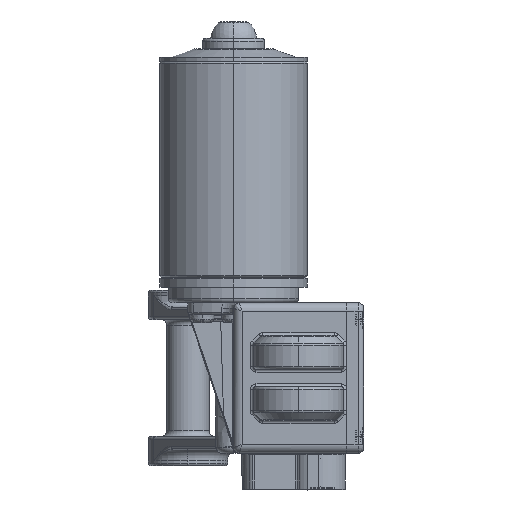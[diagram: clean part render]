
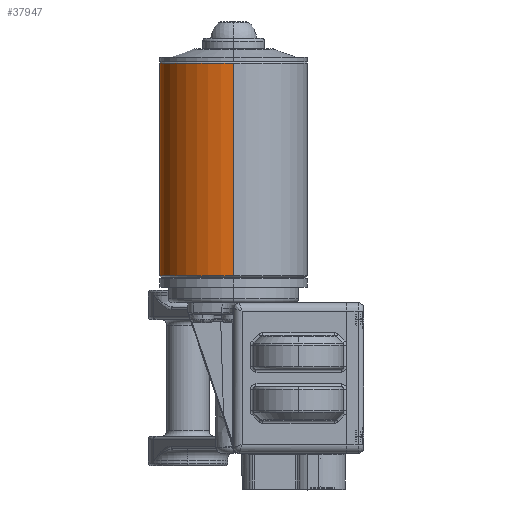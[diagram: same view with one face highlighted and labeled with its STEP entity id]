
A CAD part, left-side view. The second image highlights one B-rep face of the part: STEP entity #37947.
In plain terms, the highlighted cylindrical face has radius 26 mm (diameter 52 mm), a partial arc.
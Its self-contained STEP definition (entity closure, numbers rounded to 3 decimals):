
#78 = VERTEX_POINT ( 'NONE', #55207 ) ;
#271 = ORIENTED_EDGE ( 'NONE', *, *, #68080, .T. ) ;
#2300 = CARTESIAN_POINT ( 'NONE',  ( 0., 22.9, 111. ) ) ;
#4726 = DIRECTION ( 'NONE',  ( 1., 0., 0. ) ) ;
#6764 = VERTEX_POINT ( 'NONE', #11479 ) ;
#9100 = CYLINDRICAL_SURFACE ( 'NONE', #22456, 26. ) ;
#11479 = CARTESIAN_POINT ( 'NONE',  ( 26., 22.9, 111. ) ) ;
#12179 = AXIS2_PLACEMENT_3D ( 'NONE', #34057, #74777, #4726 ) ;
#12224 = LINE ( 'NONE', #56140, #56808 ) ;
#18529 = DIRECTION ( 'NONE',  ( 0., 0., 1. ) ) ;
#18790 = DIRECTION ( 'NONE',  ( 1., 0., 0. ) ) ;
#21309 = ORIENTED_EDGE ( 'NONE', *, *, #63933, .F. ) ;
#21800 = ORIENTED_EDGE ( 'NONE', *, *, #34416, .F. ) ;
#22456 = AXIS2_PLACEMENT_3D ( 'NONE', #60813, #18529, #18790 ) ;
#24906 = EDGE_CURVE ( 'NONE', #49153, #78, #12224, .T. ) ;
#31460 = CARTESIAN_POINT ( 'NONE',  ( 26., 22.9, 36. ) ) ;
#32754 = CIRCLE ( 'NONE', #44120, 26. ) ;
#34057 = CARTESIAN_POINT ( 'NONE',  ( 0., 22.9, 36. ) ) ;
#34416 = EDGE_CURVE ( 'NONE', #6764, #78, #32754, .T. ) ;
#37947 = ADVANCED_FACE ( 'NONE', ( #75909 ), #9100, .T. ) ;
#38595 = DIRECTION ( 'NONE',  ( 1., 0., 0. ) ) ;
#39813 = LINE ( 'NONE', #52528, #48172 ) ;
#40541 = DIRECTION ( 'NONE',  ( 0., 0., 1. ) ) ;
#43645 = DIRECTION ( 'NONE',  ( 0., 0., 1. ) ) ;
#44120 = AXIS2_PLACEMENT_3D ( 'NONE', #2300, #50297, #38595 ) ;
#48172 = VECTOR ( 'NONE', #40541, 1000. ) ;
#49153 = VERTEX_POINT ( 'NONE', #60244 ) ;
#50297 = DIRECTION ( 'NONE',  ( 0., 0., 1. ) ) ;
#52528 = CARTESIAN_POINT ( 'NONE',  ( 26., 22.9, 125.5 ) ) ;
#55207 = CARTESIAN_POINT ( 'NONE',  ( -26., 22.9, 111. ) ) ;
#56078 = EDGE_LOOP ( 'NONE', ( #271, #62275, #21800, #21309 ) ) ;
#56140 = CARTESIAN_POINT ( 'NONE',  ( -26., 22.9, 125.5 ) ) ;
#56808 = VECTOR ( 'NONE', #43645, 1000. ) ;
#59572 = CIRCLE ( 'NONE', #12179, 26. ) ;
#60244 = CARTESIAN_POINT ( 'NONE',  ( -26., 22.9, 36. ) ) ;
#60813 = CARTESIAN_POINT ( 'NONE',  ( 0., 22.9, 125.5 ) ) ;
#62275 = ORIENTED_EDGE ( 'NONE', *, *, #24906, .T. ) ;
#63933 = EDGE_CURVE ( 'NONE', #72904, #6764, #39813, .T. ) ;
#68080 = EDGE_CURVE ( 'NONE', #72904, #49153, #59572, .T. ) ;
#72904 = VERTEX_POINT ( 'NONE', #31460 ) ;
#74777 = DIRECTION ( 'NONE',  ( 0., 0., 1. ) ) ;
#75909 = FACE_OUTER_BOUND ( 'NONE', #56078, .T. ) ;
